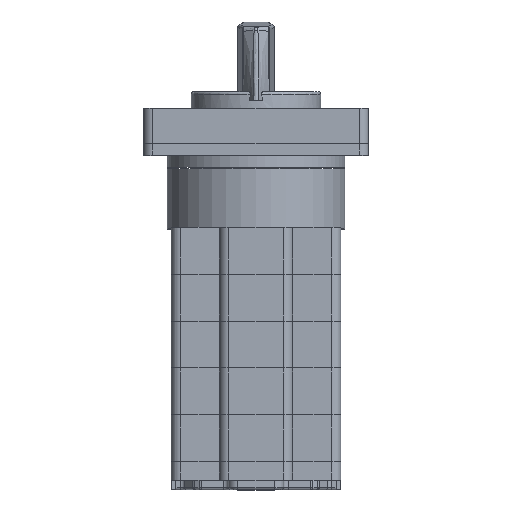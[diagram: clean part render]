
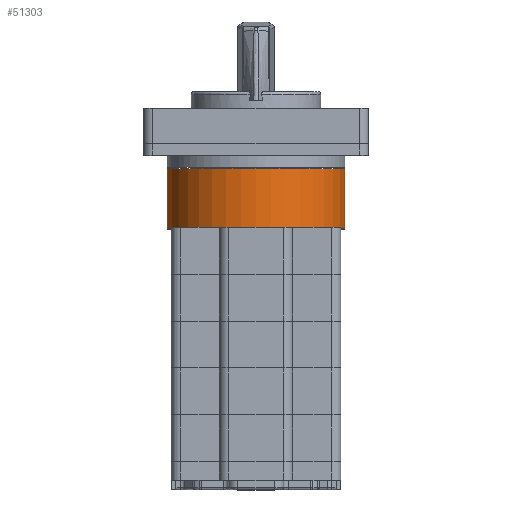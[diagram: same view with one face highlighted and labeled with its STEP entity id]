
A CAD part, top view. The second image highlights one B-rep face of the part: STEP entity #51303.
In plain terms, the highlighted cylindrical face has radius 19 mm (diameter 38 mm), a partial arc.
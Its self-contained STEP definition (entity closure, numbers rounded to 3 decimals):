
#51262=CARTESIAN_POINT('',(0.,-5.4,0.));
#51263=DIRECTION('',(0.,-1.,0.));
#51264=DIRECTION('',(0.,0.,-1.));
#51265=AXIS2_PLACEMENT_3D('',#51262,#51263,#51264);
#51266=CYLINDRICAL_SURFACE('',#51265,19.);
#51267=CARTESIAN_POINT('',(0.,-18.3,-19.));
#51268=VERTEX_POINT('',#51267);
#51269=CARTESIAN_POINT('',(0.,-5.4,-19.));
#51270=VERTEX_POINT('',#51269);
#51271=CARTESIAN_POINT('',(0.,-18.3,-19.));
#51272=DIRECTION('',(-0.,1.,-0.));
#51273=VECTOR('',#51272,12.9);
#51274=LINE('',#51271,#51273);
#51275=EDGE_CURVE('',#51268,#51270,#51274,.T.);
#51276=ORIENTED_EDGE('',*,*,#51275,.T.);
#51277=CARTESIAN_POINT('',(-19.,-5.4,0.));
#51278=VERTEX_POINT('',#51277);
#51279=CARTESIAN_POINT('',(0.,-5.4,0.));
#51280=DIRECTION('',(0.,1.,0.));
#51281=DIRECTION('',(-1.,0.,0.));
#51282=AXIS2_PLACEMENT_3D('',#51279,#51280,#51281);
#51283=CIRCLE('',#51282,19.);
#51284=EDGE_CURVE('',#51278,#51270,#51283,.T.);
#51285=ORIENTED_EDGE('',*,*,#51284,.F.);
#51286=CARTESIAN_POINT('',(-19.,-18.3,0.));
#51287=VERTEX_POINT('',#51286);
#51288=CARTESIAN_POINT('',(-19.,-5.4,0.));
#51289=DIRECTION('',(0.,-1.,0.));
#51290=VECTOR('',#51289,12.9);
#51291=LINE('',#51288,#51290);
#51292=EDGE_CURVE('',#51278,#51287,#51291,.T.);
#51293=ORIENTED_EDGE('',*,*,#51292,.T.);
#51294=CARTESIAN_POINT('',(0.,-18.3,0.));
#51295=DIRECTION('',(0.,1.,0.));
#51296=DIRECTION('',(-1.,0.,0.));
#51297=AXIS2_PLACEMENT_3D('',#51294,#51295,#51296);
#51298=CIRCLE('',#51297,19.);
#51299=EDGE_CURVE('',#51287,#51268,#51298,.T.);
#51300=ORIENTED_EDGE('',*,*,#51299,.T.);
#51301=EDGE_LOOP('',(#51276,#51285,#51293,#51300));
#51302=FACE_BOUND('',#51301,.T.);
#51303=ADVANCED_FACE('',(#51302),#51266,.T.);
